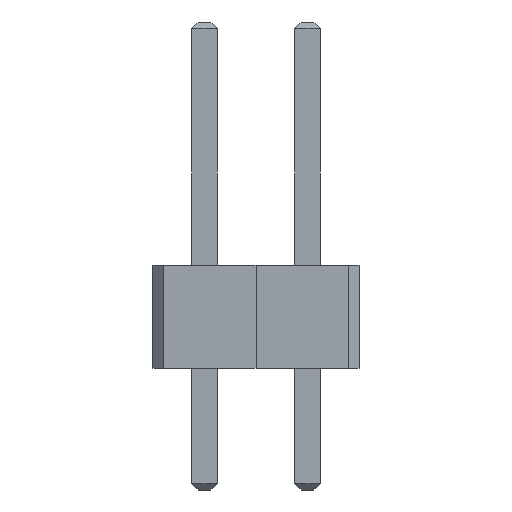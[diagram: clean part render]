
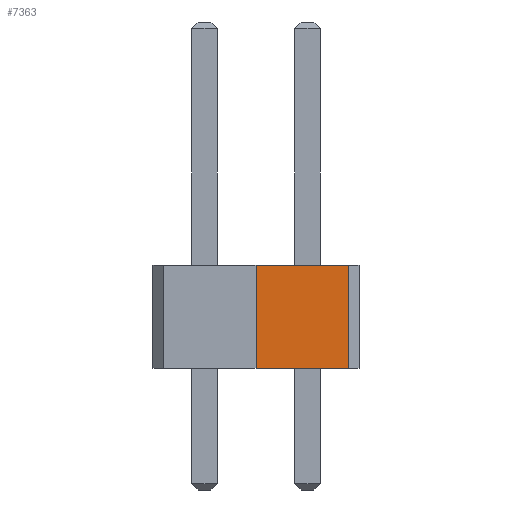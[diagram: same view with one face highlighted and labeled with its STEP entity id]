
A CAD part, front view. The second image highlights one B-rep face of the part: STEP entity #7363.
In plain terms, the highlighted planar face has unit normal (0, -1, 0).
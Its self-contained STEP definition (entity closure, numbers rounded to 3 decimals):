
#72 = PLANE('',#73);
#73 = AXIS2_PLACEMENT_3D('',#74,#75,#76);
#74 = CARTESIAN_POINT('',(1.27,-11.43,2.54));
#75 = DIRECTION('',(0.,0.,1.));
#76 = DIRECTION('',(1.,0.,0.));
#126 = PLANE('',#127);
#127 = AXIS2_PLACEMENT_3D('',#128,#129,#130);
#128 = CARTESIAN_POINT('',(1.27,-11.43,0.));
#129 = DIRECTION('',(0.,0.,1.));
#130 = DIRECTION('',(1.,0.,0.));
#1012 = VERTEX_POINT('',#1013);
#1013 = CARTESIAN_POINT('',(1.27,-21.59,2.54));
#1026 = PLANE('',#1027);
#1027 = AXIS2_PLACEMENT_3D('',#1028,#1029,#1030);
#1028 = CARTESIAN_POINT('',(1.27,-24.13,-8.));
#1029 = DIRECTION('',(1.,0.,0.));
#1030 = DIRECTION('',(0.,0.,1.));
#1037 = EDGE_CURVE('',#1038,#1012,#1040,.T.);
#1038 = VERTEX_POINT('',#1039);
#1039 = CARTESIAN_POINT('',(3.556,-21.59,2.54));
#1040 = SURFACE_CURVE('',#1041,(#1045,#1051),.PCURVE_S1.);
#1041 = LINE('',#1042,#1043);
#1042 = CARTESIAN_POINT('',(1.27,-21.59,2.54));
#1043 = VECTOR('',#1044,1.);
#1044 = DIRECTION('',(-1.,0.,0.));
#1045 = PCURVE('',#72,#1046);
#1046 = DEFINITIONAL_REPRESENTATION('',(#1047),#1050);
#1047 = B_SPLINE_CURVE_WITH_KNOTS('',1,(#1048,#1049),.UNSPECIFIED.,.F.,
  .F.,(2,2),(-2.794,0.254),.PIECEWISE_BEZIER_KNOTS.);
#1048 = CARTESIAN_POINT('',(2.794,-10.16));
#1049 = CARTESIAN_POINT('',(-0.254,-10.16));
#1050 = ( GEOMETRIC_REPRESENTATION_CONTEXT(2) 
PARAMETRIC_REPRESENTATION_CONTEXT() REPRESENTATION_CONTEXT('2D SPACE',''
  ) );
#1051 = PCURVE('',#1052,#1057);
#1052 = PLANE('',#1053);
#1053 = AXIS2_PLACEMENT_3D('',#1054,#1055,#1056);
#1054 = CARTESIAN_POINT('',(1.27,-21.59,-8.));
#1055 = DIRECTION('',(0.,1.,0.));
#1056 = DIRECTION('',(0.,0.,1.));
#1057 = DEFINITIONAL_REPRESENTATION('',(#1058),#1061);
#1058 = B_SPLINE_CURVE_WITH_KNOTS('',1,(#1059,#1060),.UNSPECIFIED.,.F.,
  .F.,(2,2),(-2.794,0.254),.PIECEWISE_BEZIER_KNOTS.);
#1059 = CARTESIAN_POINT('',(10.54,2.794));
#1060 = CARTESIAN_POINT('',(10.54,-0.254));
#1061 = ( GEOMETRIC_REPRESENTATION_CONTEXT(2) 
PARAMETRIC_REPRESENTATION_CONTEXT() REPRESENTATION_CONTEXT('2D SPACE',''
  ) );
#1079 = PLANE('',#1080);
#1080 = AXIS2_PLACEMENT_3D('',#1081,#1082,#1083);
#1081 = CARTESIAN_POINT('',(3.556,-21.59,0.));
#1082 = DIRECTION('',(-0.707,0.707,0.));
#1083 = DIRECTION('',(0.707,0.707,0.));
#4247 = VERTEX_POINT('',#4248);
#4248 = CARTESIAN_POINT('',(1.27,-21.59,0.));
#4267 = EDGE_CURVE('',#4268,#4247,#4270,.T.);
#4268 = VERTEX_POINT('',#4269);
#4269 = CARTESIAN_POINT('',(3.556,-21.59,0.));
#4270 = SURFACE_CURVE('',#4271,(#4275,#4281),.PCURVE_S1.);
#4271 = LINE('',#4272,#4273);
#4272 = CARTESIAN_POINT('',(1.27,-21.59,0.));
#4273 = VECTOR('',#4274,1.);
#4274 = DIRECTION('',(-1.,0.,0.));
#4275 = PCURVE('',#126,#4276);
#4276 = DEFINITIONAL_REPRESENTATION('',(#4277),#4280);
#4277 = B_SPLINE_CURVE_WITH_KNOTS('',1,(#4278,#4279),.UNSPECIFIED.,.F.,
  .F.,(2,2),(-2.794,0.254),.PIECEWISE_BEZIER_KNOTS.);
#4278 = CARTESIAN_POINT('',(2.794,-10.16));
#4279 = CARTESIAN_POINT('',(-0.254,-10.16));
#4280 = ( GEOMETRIC_REPRESENTATION_CONTEXT(2) 
PARAMETRIC_REPRESENTATION_CONTEXT() REPRESENTATION_CONTEXT('2D SPACE',''
  ) );
#4281 = PCURVE('',#1052,#4282);
#4282 = DEFINITIONAL_REPRESENTATION('',(#4283),#4286);
#4283 = B_SPLINE_CURVE_WITH_KNOTS('',1,(#4284,#4285),.UNSPECIFIED.,.F.,
  .F.,(2,2),(-2.794,0.254),.PIECEWISE_BEZIER_KNOTS.);
#4284 = CARTESIAN_POINT('',(8.,2.794));
#4285 = CARTESIAN_POINT('',(8.,-0.254));
#4286 = ( GEOMETRIC_REPRESENTATION_CONTEXT(2) 
PARAMETRIC_REPRESENTATION_CONTEXT() REPRESENTATION_CONTEXT('2D SPACE',''
  ) );
#7340 = EDGE_CURVE('',#4268,#1038,#7341,.T.);
#7341 = SURFACE_CURVE('',#7342,(#7346,#7353),.PCURVE_S1.);
#7342 = LINE('',#7343,#7344);
#7343 = CARTESIAN_POINT('',(3.556,-21.59,0.));
#7344 = VECTOR('',#7345,1.);
#7345 = DIRECTION('',(0.,0.,1.));
#7346 = PCURVE('',#1079,#7347);
#7347 = DEFINITIONAL_REPRESENTATION('',(#7348),#7352);
#7348 = LINE('',#7349,#7350);
#7349 = CARTESIAN_POINT('',(0.,0.));
#7350 = VECTOR('',#7351,1.);
#7351 = DIRECTION('',(0.,-1.));
#7352 = ( GEOMETRIC_REPRESENTATION_CONTEXT(2) 
PARAMETRIC_REPRESENTATION_CONTEXT() REPRESENTATION_CONTEXT('2D SPACE',''
  ) );
#7353 = PCURVE('',#1052,#7354);
#7354 = DEFINITIONAL_REPRESENTATION('',(#7355),#7359);
#7355 = LINE('',#7356,#7357);
#7356 = CARTESIAN_POINT('',(8.,2.286));
#7357 = VECTOR('',#7358,1.);
#7358 = DIRECTION('',(1.,0.));
#7359 = ( GEOMETRIC_REPRESENTATION_CONTEXT(2) 
PARAMETRIC_REPRESENTATION_CONTEXT() REPRESENTATION_CONTEXT('2D SPACE',''
  ) );
#7363 = ADVANCED_FACE('',(#7364),#1052,.F.);
#7364 = FACE_BOUND('',#7365,.F.);
#7365 = EDGE_LOOP('',(#7366,#7367,#7388,#7389));
#7366 = ORIENTED_EDGE('',*,*,#4267,.T.);
#7367 = ORIENTED_EDGE('',*,*,#7368,.T.);
#7368 = EDGE_CURVE('',#4247,#1012,#7369,.T.);
#7369 = SURFACE_CURVE('',#7370,(#7374,#7381),.PCURVE_S1.);
#7370 = LINE('',#7371,#7372);
#7371 = CARTESIAN_POINT('',(1.27,-21.59,-8.));
#7372 = VECTOR('',#7373,1.);
#7373 = DIRECTION('',(0.,0.,1.));
#7374 = PCURVE('',#1052,#7375);
#7375 = DEFINITIONAL_REPRESENTATION('',(#7376),#7380);
#7376 = LINE('',#7377,#7378);
#7377 = CARTESIAN_POINT('',(0.,0.));
#7378 = VECTOR('',#7379,1.);
#7379 = DIRECTION('',(1.,0.));
#7380 = ( GEOMETRIC_REPRESENTATION_CONTEXT(2) 
PARAMETRIC_REPRESENTATION_CONTEXT() REPRESENTATION_CONTEXT('2D SPACE',''
  ) );
#7381 = PCURVE('',#1026,#7382);
#7382 = DEFINITIONAL_REPRESENTATION('',(#7383),#7387);
#7383 = LINE('',#7384,#7385);
#7384 = CARTESIAN_POINT('',(0.,-2.54));
#7385 = VECTOR('',#7386,1.);
#7386 = DIRECTION('',(1.,0.));
#7387 = ( GEOMETRIC_REPRESENTATION_CONTEXT(2) 
PARAMETRIC_REPRESENTATION_CONTEXT() REPRESENTATION_CONTEXT('2D SPACE',''
  ) );
#7388 = ORIENTED_EDGE('',*,*,#1037,.F.);
#7389 = ORIENTED_EDGE('',*,*,#7340,.F.);
